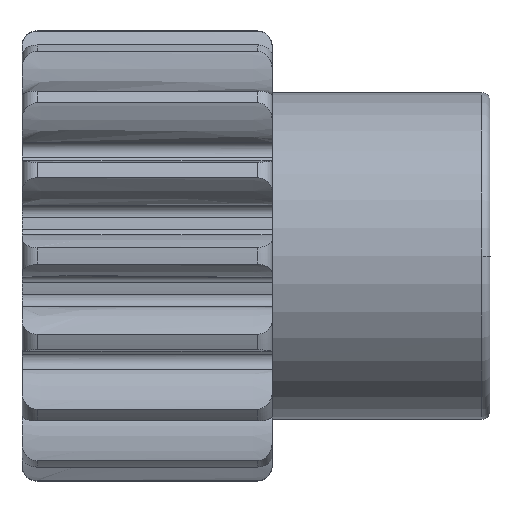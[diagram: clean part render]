
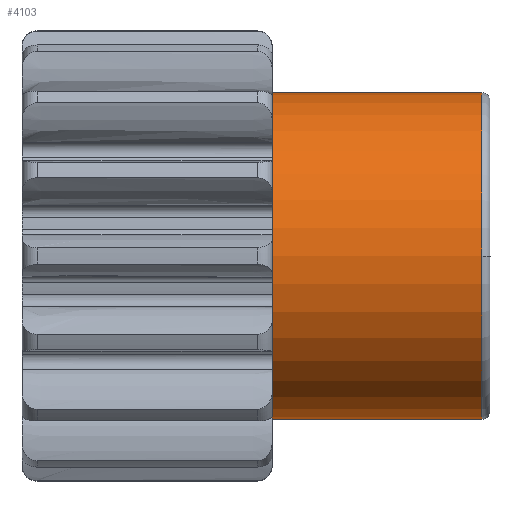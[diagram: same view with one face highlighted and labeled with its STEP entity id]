
A CAD part, front view. The second image highlights one B-rep face of the part: STEP entity #4103.
In plain terms, the highlighted cylindrical face has radius 8.287 mm (diameter 16.573 mm), a partial arc.
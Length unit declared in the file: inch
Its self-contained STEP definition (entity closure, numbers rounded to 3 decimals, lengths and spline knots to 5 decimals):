
#116=CARTESIAN_POINT('',(0.6695,0.,0.));
#117=DIRECTION('',(1.,0.,0.));
#118=DIRECTION('',(0.,-1.,-0.001));
#119=AXIS2_PLACEMENT_3D('',#116,#117,#118);
#131=CARTESIAN_POINT('',(0.6695,0.,0.));
#132=DIRECTION('',(1.,0.,0.));
#133=DIRECTION('',(0.,0.,1.));
#134=AXIS2_PLACEMENT_3D('',#131,#132,#133);
#136=DIRECTION('',(-1.,0.,0.));
#137=VECTOR('',#136,0.4195);
#138=CARTESIAN_POINT('',(0.6695,0.,-0.32625));
#139=LINE('',#138,#137);
#140=DIRECTION('',(1.,0.,0.));
#141=VECTOR('',#140,0.4195);
#142=CARTESIAN_POINT('',(0.25,0.,0.32625));
#143=LINE('',#142,#141);
#144=CARTESIAN_POINT('',(0.25,0.,0.));
#145=DIRECTION('',(-1.,0.,0.));
#146=DIRECTION('',(0.,0.,-1.));
#147=AXIS2_PLACEMENT_3D('',#144,#145,#146);
#3150=CARTESIAN_POINT('',(0.25,0.,0.32625));
#3151=CARTESIAN_POINT('',(0.25,0.,-0.32625));
#3152=VERTEX_POINT('',#3150);
#3153=VERTEX_POINT('',#3151);
#3162=CARTESIAN_POINT('',(0.6695,0.,0.32625));
#3163=VERTEX_POINT('',#3162);
#3164=CARTESIAN_POINT('',(0.6695,0.,-0.32625));
#3165=VERTEX_POINT('',#3164);
#3201=CARTESIAN_POINT('',(0.6695,-0.32625,
-0.00019));
#3202=VERTEX_POINT('',#3201);
#4091=CARTESIAN_POINT('',(-0.29678,0.,0.));
#4092=DIRECTION('',(1.,0.,0.));
#4093=DIRECTION('',(0.,0.,-1.));
#4094=AXIS2_PLACEMENT_3D('',#4091,#4092,#4093);
#4095=CYLINDRICAL_SURFACE('',#4094,0.32625);
#4096=ORIENTED_EDGE('',*,*,#3847,.T.);
#4097=ORIENTED_EDGE('',*,*,#3831,.T.);
#4098=ORIENTED_EDGE('',*,*,#3812,.T.);
#4099=ORIENTED_EDGE('',*,*,#3843,.T.);
#4100=ORIENTED_EDGE('',*,*,#4085,.T.);
#4101=EDGE_LOOP('',(#4096,#4097,#4098,#4099,#4100));
#4102=FACE_OUTER_BOUND('',#4101,.F.);
#120=CIRCLE('',#119,0.32625);
#135=CIRCLE('',#134,0.32625);
#148=CIRCLE('',#147,0.32625);
#3812=EDGE_CURVE('',#3202,#3165,#120,.T.);
#3831=EDGE_CURVE('',#3163,#3202,#135,.T.);
#3843=EDGE_CURVE('',#3165,#3153,#139,.T.);
#3847=EDGE_CURVE('',#3152,#3163,#143,.T.);
#4085=EDGE_CURVE('',#3153,#3152,#148,.T.);
#4103=ADVANCED_FACE('',(#4102),#4095,.T.);
